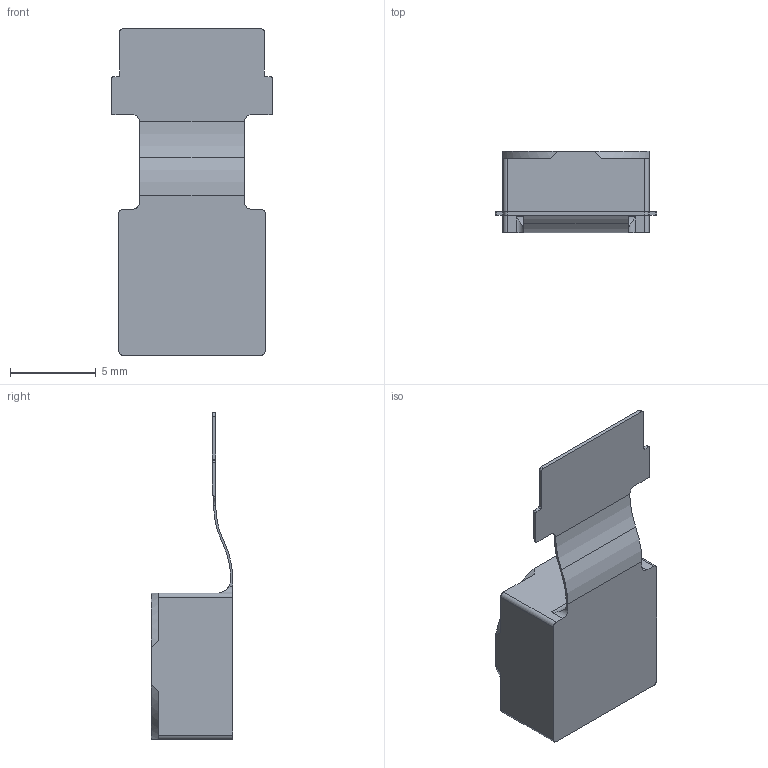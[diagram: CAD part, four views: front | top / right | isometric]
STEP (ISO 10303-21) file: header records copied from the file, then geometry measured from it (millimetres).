
FILE_DESCRIPTION (( 'STEP AP214' ), '1' );
FILE_NAME ('Camera_Module_OV5695_TN5695A_raised_1mm.step', '2020-10-19T11:51:58+00:00', 'Stefan Hamminga', '', '', '', '');
FILE_SCHEMA (( 'AUTOMOTIVE_DESIGN' ));
Length unit declared in the file: millimetre
Products named in the file (1): OV5695 Camera Module raised
Bounding box: 9.4 x 4.75 x 19 mm (x, y, z)
Volume: 351.3 mm3; surface area: 463.2 mm2
Topology: 1 solids, 1 shells, 59 faces, 160 edges, 105 vertices
Faces by surface type: plane 26, cylinder 21, cone 10, sphere 2
Entity records: 1930 total; most frequent: CARTESIAN_POINT 365, DIRECTION 332, ORIENTED_EDGE 320, EDGE_CURVE 160, AXIS2_PLACEMENT_3D 122, VERTEX_POINT 105, LINE 88, VECTOR 88
